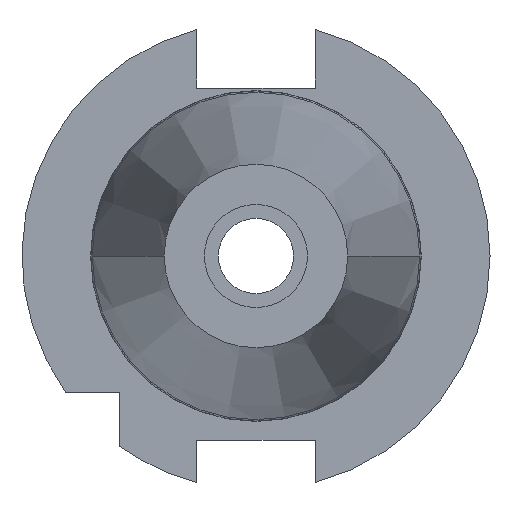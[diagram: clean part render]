
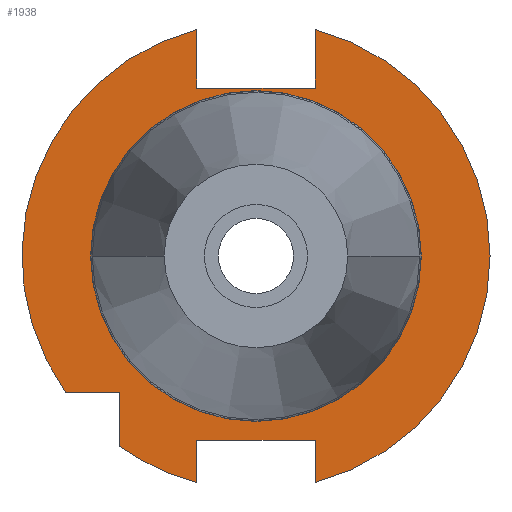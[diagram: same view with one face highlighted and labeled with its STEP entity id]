
A CAD part, left-side view. The second image highlights one B-rep face of the part: STEP entity #1938.
In plain terms, the highlighted planar face has unit normal (-1, 0, 0).
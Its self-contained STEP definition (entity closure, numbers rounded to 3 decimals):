
#271=DIRECTION('',(0.,-1.,0.));
#272=VECTOR('',#271,7.334);
#273=CARTESIAN_POINT('',(3.2,25.834,-18.5));
#274=LINE('',#273,#272);
#278=DIRECTION('',(0.,0.,-1.));
#279=VECTOR('',#278,7.938);
#280=CARTESIAN_POINT('',(3.2,8.05,30.738));
#281=LINE('',#280,#279);
#285=DIRECTION('',(0.,1.,0.));
#286=VECTOR('',#285,16.1);
#287=CARTESIAN_POINT('',(3.2,-8.05,22.8));
#288=LINE('',#287,#286);
#292=DIRECTION('',(0.,0.,-1.));
#293=VECTOR('',#292,7.938);
#294=CARTESIAN_POINT('',(3.2,-8.05,30.738));
#295=LINE('',#294,#293);
#299=DIRECTION('',(0.,0.,1.));
#300=VECTOR('',#299,5.738);
#301=CARTESIAN_POINT('',(3.2,-8.05,-30.738));
#302=LINE('',#301,#300);
#306=DIRECTION('',(0.,1.,0.));
#307=VECTOR('',#306,16.1);
#308=CARTESIAN_POINT('',(3.2,-8.05,-25.));
#309=LINE('',#308,#307);
#313=DIRECTION('',(0.,0.,1.));
#314=VECTOR('',#313,5.738);
#315=CARTESIAN_POINT('',(3.2,8.05,-30.738));
#316=LINE('',#315,#314);
#320=DIRECTION('',(0.,0.,1.));
#321=VECTOR('',#320,7.334);
#322=CARTESIAN_POINT('',(3.2,18.5,-25.834));
#323=LINE('',#322,#321);
#341=CARTESIAN_POINT('',(3.2,0.,0.));
#342=DIRECTION('',(-1.,0.,0.));
#343=DIRECTION('',(0.,1.,0.));
#344=AXIS2_PLACEMENT_3D('',#341,#342,#343);
#349=CARTESIAN_POINT('',(3.2,0.,0.));
#350=DIRECTION('',(1.,0.,0.));
#351=DIRECTION('',(0.,1.,0.));
#352=AXIS2_PLACEMENT_3D('',#349,#350,#351);
#1079=CARTESIAN_POINT('',(3.2,0.,0.));
#1080=DIRECTION('',(-1.,0.,0.));
#1081=DIRECTION('',(0.,-0.253,-0.967));
#1082=AXIS2_PLACEMENT_3D('',#1079,#1080,#1081);
#1124=CARTESIAN_POINT('',(3.2,0.,0.));
#1125=DIRECTION('',(-1.,0.,0.));
#1126=DIRECTION('',(0.,0.253,0.967));
#1127=AXIS2_PLACEMENT_3D('',#1124,#1125,#1126);
#1139=CARTESIAN_POINT('',(3.2,0.,0.));
#1140=DIRECTION('',(-1.,0.,0.));
#1141=DIRECTION('',(0.,0.582,-0.813));
#1142=AXIS2_PLACEMENT_3D('',#1139,#1140,#1141);
#1535=CARTESIAN_POINT('',(3.2,22.334,0.));
#1537=VERTEX_POINT('',#1535);
#1545=CARTESIAN_POINT('',(3.2,-22.334,0.));
#1547=VERTEX_POINT('',#1545);
#1563=CARTESIAN_POINT('',(3.2,8.05,30.738));
#1564=VERTEX_POINT('',#1563);
#1565=CARTESIAN_POINT('',(3.2,-8.05,30.738));
#1566=VERTEX_POINT('',#1565);
#1567=CARTESIAN_POINT('',(3.2,-8.05,22.8));
#1568=CARTESIAN_POINT('',(3.2,8.05,22.8));
#1569=VERTEX_POINT('',#1567);
#1570=VERTEX_POINT('',#1568);
#1613=CARTESIAN_POINT('',(3.2,8.05,-30.738));
#1614=VERTEX_POINT('',#1613);
#1615=CARTESIAN_POINT('',(3.2,-8.05,-30.738));
#1616=VERTEX_POINT('',#1615);
#1617=CARTESIAN_POINT('',(3.2,-8.05,-25.));
#1618=CARTESIAN_POINT('',(3.2,8.05,-25.));
#1619=VERTEX_POINT('',#1617);
#1620=VERTEX_POINT('',#1618);
#1727=CARTESIAN_POINT('',(3.2,25.834,-18.5));
#1728=VERTEX_POINT('',#1727);
#1729=CARTESIAN_POINT('',(3.2,18.5,-25.834));
#1730=VERTEX_POINT('',#1729);
#1731=CARTESIAN_POINT('',(3.2,18.5,-18.5));
#1732=VERTEX_POINT('',#1731);
#1905=CARTESIAN_POINT('',(3.2,0.,0.));
#1906=DIRECTION('',(1.,0.,0.));
#1907=DIRECTION('',(0.,-1.,0.));
#1908=AXIS2_PLACEMENT_3D('',#1905,#1906,#1907);
#1909=PLANE('',#1908);
#1911=ORIENTED_EDGE('',*,*,#1910,.F.);
#1913=ORIENTED_EDGE('',*,*,#1912,.F.);
#1915=ORIENTED_EDGE('',*,*,#1914,.T.);
#1916=ORIENTED_EDGE('',*,*,#1893,.F.);
#1918=ORIENTED_EDGE('',*,*,#1917,.F.);
#1920=ORIENTED_EDGE('',*,*,#1919,.F.);
#1922=ORIENTED_EDGE('',*,*,#1921,.T.);
#1923=ORIENTED_EDGE('',*,*,#1818,.T.);
#1925=ORIENTED_EDGE('',*,*,#1924,.F.);
#1927=ORIENTED_EDGE('',*,*,#1926,.F.);
#1929=ORIENTED_EDGE('',*,*,#1928,.T.);
#1930=EDGE_LOOP('',(#1911,#1913,#1915,#1916,#1918,#1920,#1922,#1923,#1925,#1927,
#1929));
#1931=FACE_OUTER_BOUND('',#1930,.F.);
#1933=ORIENTED_EDGE('',*,*,#1932,.T.);
#1935=ORIENTED_EDGE('',*,*,#1934,.F.);
#1936=EDGE_LOOP('',(#1933,#1935));
#1937=FACE_BOUND('',#1936,.F.);
#345=CIRCLE('',#344,22.334);
#353=CIRCLE('',#352,22.334);
#1083=CIRCLE('',#1082,31.775);
#1128=CIRCLE('',#1127,31.775);
#1143=CIRCLE('',#1142,31.775);
#1818=EDGE_CURVE('',#1619,#1620,#309,.T.);
#1893=EDGE_CURVE('',#1569,#1570,#288,.T.);
#1910=EDGE_CURVE('',#1728,#1732,#274,.T.);
#1912=EDGE_CURVE('',#1564,#1728,#1128,.T.);
#1914=EDGE_CURVE('',#1564,#1570,#281,.T.);
#1917=EDGE_CURVE('',#1566,#1569,#295,.T.);
#1919=EDGE_CURVE('',#1616,#1566,#1083,.T.);
#1921=EDGE_CURVE('',#1616,#1619,#302,.T.);
#1924=EDGE_CURVE('',#1614,#1620,#316,.T.);
#1926=EDGE_CURVE('',#1730,#1614,#1143,.T.);
#1928=EDGE_CURVE('',#1730,#1732,#323,.T.);
#1932=EDGE_CURVE('',#1537,#1547,#345,.T.);
#1934=EDGE_CURVE('',#1537,#1547,#353,.T.);
#1938=ADVANCED_FACE('',(#1931,#1937),#1909,.F.);
